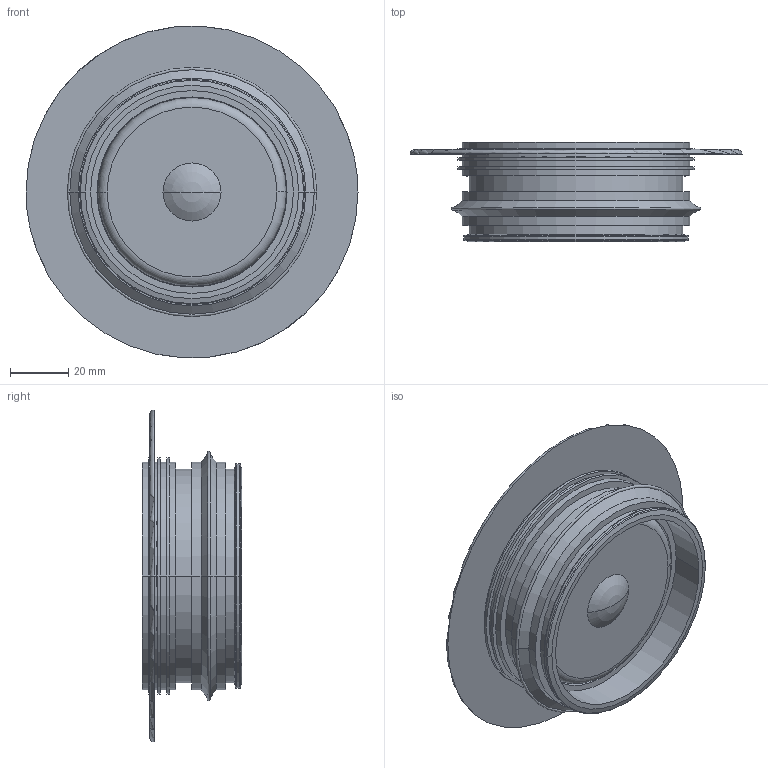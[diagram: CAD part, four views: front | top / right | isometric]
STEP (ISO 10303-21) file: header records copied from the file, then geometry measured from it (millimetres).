
FILE_DESCRIPTION((''),'2;1');
FILE_NAME('117_SW0001','2010-12-13T',('project'),(''),'PRO/ENGINEER BY PARAMETRIC TECHNOLOGY CORPORATION, 2009300','PRO/ENGINEER BY PARAMETRIC TECHNOLOGY CORPORATION, 2009300','');
FILE_SCHEMA(('CONFIG_CONTROL_DESIGN'));
Length unit declared in the file: inch
Products named in the file (1): 117_SW0001
Bounding box: 114.3 x 34.27 x 114.12 mm (x, y, z)
Surface area: 49136.1 mm2 (no closed solid volume)
Topology: 0 solids, 9 shells, 89 faces, 196 edges, 124 vertices
Faces by surface type: cylinder 38, torus 20, plane 19, cone 8, sphere 4
Entity records: 2552 total; most frequent: DIRECTION 512, CARTESIAN_POINT 455, ORIENTED_EDGE 352, AXIS2_PLACEMENT_3D 233, EDGE_CURVE 192, CIRCLE 144, VERTEX_POINT 124, EDGE_LOOP 108
